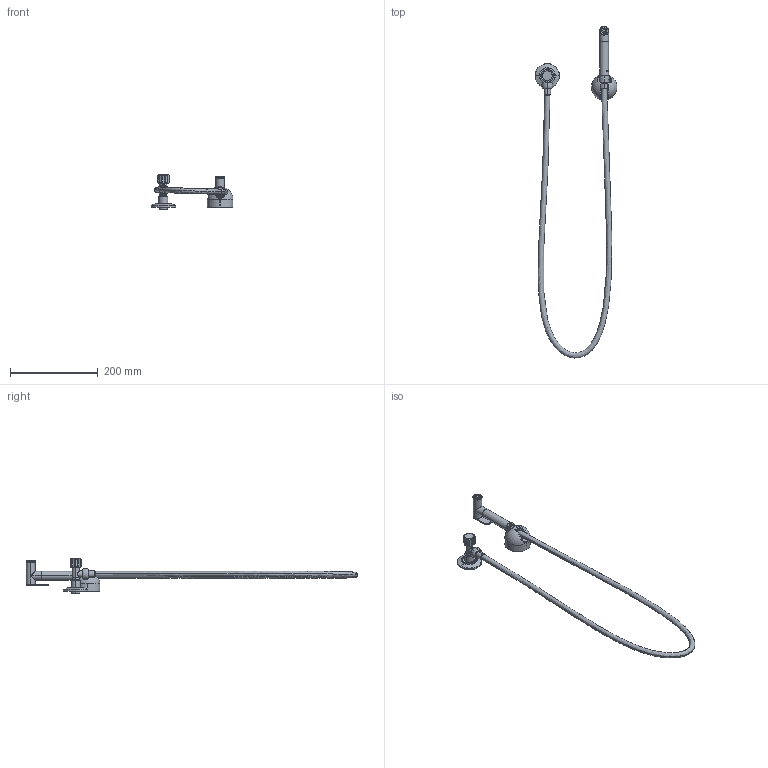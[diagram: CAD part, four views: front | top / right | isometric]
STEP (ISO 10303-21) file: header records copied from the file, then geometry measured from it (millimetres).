
FILE_DESCRIPTION (( 'STEP AP203' ), '1' );
FILE_NAME ('99F301559.STEP', '2025-07-09T08:59:17', ( '' ), ( '' ), 'SwSTEP 2.0', 'SolidWorks 2021', '' );
FILE_SCHEMA (( 'CONFIG_CONTROL_DESIGN' ));
Length unit declared in the file: millimetre
Products named in the file (7): AAZ301267_1; 99Z302082_99Z302082; AAZ301267_2; 99Z307905_OFFICE; SW0123_LRSW0123; 99F301559; AAZ301267
Assembly tree (6 placements, depth 3):
  99F301559
    SW0123_LRSW0123
    99Z302082_99Z302082
    99Z307905_OFFICE
    AAZ301267
      AAZ301267_1
      AAZ301267_2
Bounding box: 187.19 x 758.6 x 80 mm (x, y, z)
Volume: 246827.5 mm3; surface area: 112825.4 mm2
Topology: 10 solids, 10 shells, 376 faces, 855 edges, 545 vertices
Faces by surface type: cylinder 161, plane 139, cone 38, torus 20, bspline 14, sphere 4
Entity records: 15216 total; most frequent: CARTESIAN_POINT 6022, DIRECTION 1840, ORIENTED_EDGE 1702, EDGE_CURVE 851, AXIS2_PLACEMENT_3D 759, VERTEX_POINT 545, EDGE_LOOP 432, CIRCLE 387
